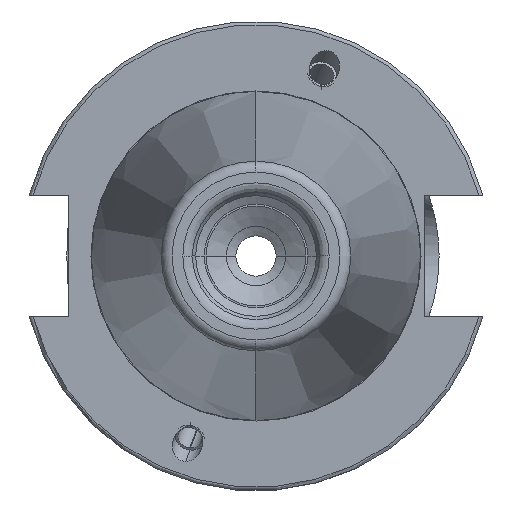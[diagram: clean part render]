
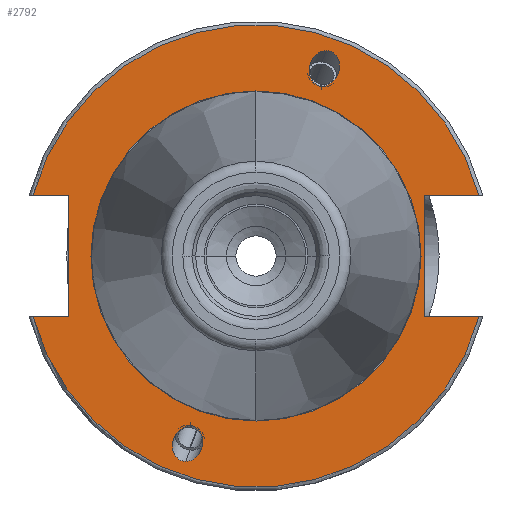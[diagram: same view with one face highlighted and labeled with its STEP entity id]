
A CAD part, left-side view. The second image highlights one B-rep face of the part: STEP entity #2792.
In plain terms, the highlighted planar face has unit normal (-1, 0, 0).
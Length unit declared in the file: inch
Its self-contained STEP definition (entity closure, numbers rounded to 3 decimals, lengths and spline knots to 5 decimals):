
#122=DIRECTION('',(0.,-1.,0.));
#123=VECTOR('',#122,0.1871);
#124=CARTESIAN_POINT('',(0.125,1.1871,-0.322));
#125=LINE('',#124,#123);
#126=DIRECTION('',(0.,0.,-1.));
#127=VECTOR('',#126,0.644);
#128=CARTESIAN_POINT('',(0.125,1.,0.322));
#129=LINE('',#128,#127);
#130=DIRECTION('',(0.,-1.,0.));
#131=VECTOR('',#130,0.1871);
#132=CARTESIAN_POINT('',(0.125,1.1871,0.322));
#133=LINE('',#132,#131);
#134=DIRECTION('',(0.,1.,0.));
#135=VECTOR('',#134,0.28947);
#136=CARTESIAN_POINT('',(0.125,-1.1871,0.322));
#137=LINE('',#136,#135);
#138=DIRECTION('',(0.,0.,-1.));
#139=VECTOR('',#138,0.644);
#140=CARTESIAN_POINT('',(0.125,-0.89764,0.322));
#141=LINE('',#140,#139);
#142=DIRECTION('',(0.,1.,0.));
#143=VECTOR('',#142,0.28947);
#144=CARTESIAN_POINT('',(0.125,-1.1871,-0.322));
#145=LINE('',#144,#143);
#146=CARTESIAN_POINT('',(0.125,0.,0.));
#147=DIRECTION('',(1.,0.,0.));
#148=DIRECTION('',(0.,1.,0.));
#149=AXIS2_PLACEMENT_3D('',#146,#147,#148);
#151=CARTESIAN_POINT('',(0.125,0.,0.));
#152=DIRECTION('',(1.,0.,0.));
#153=DIRECTION('',(0.,-1.,0.));
#154=AXIS2_PLACEMENT_3D('',#151,#152,#153);
#156=CARTESIAN_POINT('',(0.125,0.37393,-1.09314));
#157=CARTESIAN_POINT('',(0.125,0.36447,-1.09314));
#158=CARTESIAN_POINT('',(0.125,0.34358,-1.0891));
#159=CARTESIAN_POINT('',(0.125,0.31264,-1.06759));
#160=CARTESIAN_POINT('',(0.125,0.29053,-1.03375));
#161=CARTESIAN_POINT('',(0.125,0.28155,-0.99889));
#162=CARTESIAN_POINT('',(0.125,0.28286,-0.96402));
#163=CARTESIAN_POINT('',(0.125,0.29753,-0.93018));
#164=CARTESIAN_POINT('',(0.125,0.32374,-0.90867));
#165=CARTESIAN_POINT('',(0.125,0.34374,-0.90463));
#166=CARTESIAN_POINT('',(0.125,0.3532,-0.90463));
#168=CARTESIAN_POINT('',(0.125,0.3532,-0.90463));
#169=CARTESIAN_POINT('',(0.125,0.36266,-0.90463));
#170=CARTESIAN_POINT('',(0.125,0.38355,-0.90867));
#171=CARTESIAN_POINT('',(0.125,0.41449,-0.93018));
#172=CARTESIAN_POINT('',(0.125,0.4366,-0.96402));
#173=CARTESIAN_POINT('',(0.125,0.44558,-0.99889));
#174=CARTESIAN_POINT('',(0.125,0.44427,-1.03375));
#175=CARTESIAN_POINT('',(0.125,0.4296,-1.06759));
#176=CARTESIAN_POINT('',(0.125,0.40339,-1.0891));
#177=CARTESIAN_POINT('',(0.125,0.38339,-1.09314));
#178=CARTESIAN_POINT('',(0.125,0.37393,-1.09314));
#180=CARTESIAN_POINT('',(0.125,-0.37393,1.09314));
#181=CARTESIAN_POINT('',(0.125,-0.36447,1.09314));
#182=CARTESIAN_POINT('',(0.125,-0.34358,1.0891));
#183=CARTESIAN_POINT('',(0.125,-0.31264,1.06759));
#184=CARTESIAN_POINT('',(0.125,-0.29053,1.03375));
#185=CARTESIAN_POINT('',(0.125,-0.28155,0.99889));
#186=CARTESIAN_POINT('',(0.125,-0.28286,0.96402));
#187=CARTESIAN_POINT('',(0.125,-0.29753,0.93018));
#188=CARTESIAN_POINT('',(0.125,-0.32374,0.90867));
#189=CARTESIAN_POINT('',(0.125,-0.34374,0.90463));
#190=CARTESIAN_POINT('',(0.125,-0.3532,0.90463));
#192=CARTESIAN_POINT('',(0.125,-0.3532,0.90463));
#193=CARTESIAN_POINT('',(0.125,-0.36266,0.90463));
#194=CARTESIAN_POINT('',(0.125,-0.38355,0.90867));
#195=CARTESIAN_POINT('',(0.125,-0.41449,0.93018));
#196=CARTESIAN_POINT('',(0.125,-0.4366,0.96402));
#197=CARTESIAN_POINT('',(0.125,-0.44558,0.99889));
#198=CARTESIAN_POINT('',(0.125,-0.44427,1.03375));
#199=CARTESIAN_POINT('',(0.125,-0.4296,1.06759));
#200=CARTESIAN_POINT('',(0.125,-0.40339,1.0891));
#201=CARTESIAN_POINT('',(0.125,-0.38339,1.09314));
#202=CARTESIAN_POINT('',(0.125,-0.37393,1.09314));
#209=CARTESIAN_POINT('',(0.125,0.,0.));
#210=DIRECTION('',(-1.,0.,0.));
#211=DIRECTION('',(0.,0.965,-0.262));
#212=AXIS2_PLACEMENT_3D('',#209,#210,#211);
#268=CARTESIAN_POINT('',(0.125,-1.1871,-0.322));
#479=CARTESIAN_POINT('',(0.125,1.1871,-0.322));
#2079=CARTESIAN_POINT('',(0.125,1.1871,0.322));
#2100=CARTESIAN_POINT('',(0.125,0.,0.));
#2101=DIRECTION('',(-1.,0.,0.));
#2102=DIRECTION('',(0.,-0.965,0.262));
#2103=AXIS2_PLACEMENT_3D('',#2100,#2101,#2102);
#2119=CARTESIAN_POINT('',(0.125,-1.1871,0.322));
#2222=CARTESIAN_POINT('',(0.125,1.,0.322));
#2223=CARTESIAN_POINT('',(0.125,1.,-0.322));
#2224=VERTEX_POINT('',#2222);
#2225=VERTEX_POINT('',#2223);
#2248=CARTESIAN_POINT('',(0.125,-0.89764,0.322));
#2249=CARTESIAN_POINT('',(0.125,-0.89764,-0.322));
#2250=VERTEX_POINT('',#2248);
#2251=VERTEX_POINT('',#2249);
#2330=CARTESIAN_POINT('',(0.125,0.8785,0.));
#2331=CARTESIAN_POINT('',(0.125,-0.8785,0.));
#2332=VERTEX_POINT('',#2330);
#2333=VERTEX_POINT('',#2331);
#2362=VERTEX_POINT('',#156);
#2363=VERTEX_POINT('',#166);
#2378=VERTEX_POINT('',#180);
#2379=VERTEX_POINT('',#190);
#2427=VERTEX_POINT('',#479);
#2428=VERTEX_POINT('',#268);
#2431=VERTEX_POINT('',#2119);
#2432=VERTEX_POINT('',#2079);
#2753=CARTESIAN_POINT('',(0.125,0.,0.));
#2754=DIRECTION('',(1.,0.,0.));
#2755=DIRECTION('',(0.,0.,1.));
#2756=AXIS2_PLACEMENT_3D('',#2753,#2754,#2755);
#2757=PLANE('',#2756);
#2759=ORIENTED_EDGE('',*,*,#2758,.F.);
#2761=ORIENTED_EDGE('',*,*,#2760,.T.);
#2763=ORIENTED_EDGE('',*,*,#2762,.F.);
#2765=ORIENTED_EDGE('',*,*,#2764,.F.);
#2767=ORIENTED_EDGE('',*,*,#2766,.F.);
#2769=ORIENTED_EDGE('',*,*,#2768,.T.);
#2771=ORIENTED_EDGE('',*,*,#2770,.T.);
#2773=ORIENTED_EDGE('',*,*,#2772,.F.);
#2774=EDGE_LOOP('',(#2759,#2761,#2763,#2765,#2767,#2769,#2771,#2773));
#2775=FACE_OUTER_BOUND('',#2774,.F.);
#2776=ORIENTED_EDGE('',*,*,#2735,.F.);
#2777=ORIENTED_EDGE('',*,*,#2720,.F.);
#2778=EDGE_LOOP('',(#2776,#2777));
#2779=FACE_BOUND('',#2778,.F.);
#2781=ORIENTED_EDGE('',*,*,#2780,.T.);
#2783=ORIENTED_EDGE('',*,*,#2782,.T.);
#2784=EDGE_LOOP('',(#2781,#2783));
#2785=FACE_BOUND('',#2784,.F.);
#2787=ORIENTED_EDGE('',*,*,#2786,.T.);
#2789=ORIENTED_EDGE('',*,*,#2788,.T.);
#2790=EDGE_LOOP('',(#2787,#2789));
#2791=FACE_BOUND('',#2790,.F.);
#2792=ADVANCED_FACE('',(#2775,#2779,#2785,#2791),#2757,.F.);
#150=CIRCLE('',#149,0.8785);
#155=CIRCLE('',#154,0.8785);
#167=B_SPLINE_CURVE_WITH_KNOTS('',3,(#156,#157,#158,#159,#160,#161,#162,#163,
#164,#165,#166),.UNSPECIFIED.,.F.,.F.,(4,1,1,1,1,1,1,1,4),(0.,0.125,0.25,
0.375,0.5,0.625,0.75,0.875,1.),.UNSPECIFIED.);
#179=B_SPLINE_CURVE_WITH_KNOTS('',3,(#168,#169,#170,#171,#172,#173,#174,#175,
#176,#177,#178),.UNSPECIFIED.,.F.,.F.,(4,1,1,1,1,1,1,1,4),(0.,0.125,0.25,
0.375,0.5,0.625,0.75,0.875,1.),.UNSPECIFIED.);
#191=B_SPLINE_CURVE_WITH_KNOTS('',3,(#180,#181,#182,#183,#184,#185,#186,#187,
#188,#189,#190),.UNSPECIFIED.,.F.,.F.,(4,1,1,1,1,1,1,1,4),(0.,0.125,0.25,
0.375,0.5,0.625,0.75,0.875,1.),.UNSPECIFIED.);
#203=B_SPLINE_CURVE_WITH_KNOTS('',3,(#192,#193,#194,#195,#196,#197,#198,#199,
#200,#201,#202),.UNSPECIFIED.,.F.,.F.,(4,1,1,1,1,1,1,1,4),(0.,0.125,0.25,
0.375,0.5,0.625,0.75,0.875,1.),.UNSPECIFIED.);
#213=CIRCLE('',#212,1.23);
#2104=CIRCLE('',#2103,1.23);
#2720=EDGE_CURVE('',#2333,#2332,#155,.T.);
#2735=EDGE_CURVE('',#2332,#2333,#150,.T.);
#2758=EDGE_CURVE('',#2427,#2428,#213,.T.);
#2760=EDGE_CURVE('',#2427,#2225,#125,.T.);
#2762=EDGE_CURVE('',#2224,#2225,#129,.T.);
#2764=EDGE_CURVE('',#2432,#2224,#133,.T.);
#2766=EDGE_CURVE('',#2431,#2432,#2104,.T.);
#2768=EDGE_CURVE('',#2431,#2250,#137,.T.);
#2770=EDGE_CURVE('',#2250,#2251,#141,.T.);
#2772=EDGE_CURVE('',#2428,#2251,#145,.T.);
#2780=EDGE_CURVE('',#2362,#2363,#167,.T.);
#2782=EDGE_CURVE('',#2363,#2362,#179,.T.);
#2786=EDGE_CURVE('',#2378,#2379,#191,.T.);
#2788=EDGE_CURVE('',#2379,#2378,#203,.T.);
